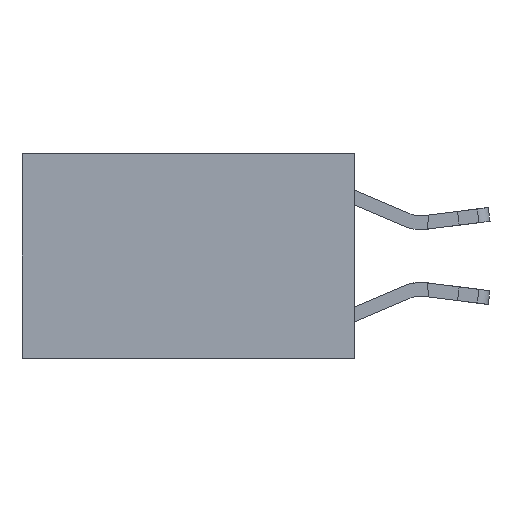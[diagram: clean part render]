
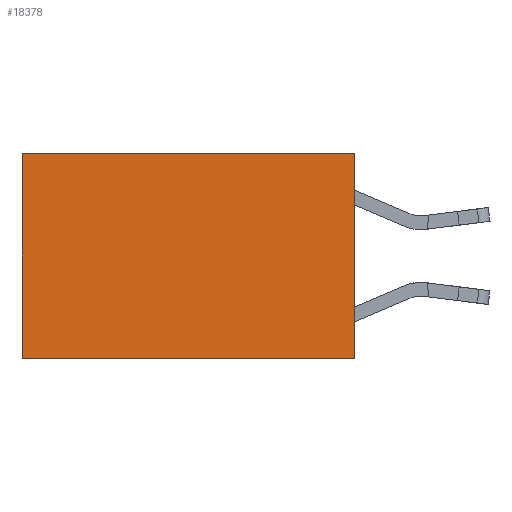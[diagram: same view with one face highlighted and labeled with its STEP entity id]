
A CAD part, left-side view. The second image highlights one B-rep face of the part: STEP entity #18378.
In plain terms, the highlighted planar face has unit normal (-1, 0, 0).
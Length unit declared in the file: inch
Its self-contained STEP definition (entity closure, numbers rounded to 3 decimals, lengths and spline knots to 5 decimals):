
#271 = CARTESIAN_POINT ( 'NONE',  ( 0.2625, 0.6, 0. ) ) ;
#1371 = CARTESIAN_POINT ( 'NONE',  ( 0.2625, 0.6, -0.37 ) ) ;
#2049 = DIRECTION ( 'NONE',  ( 0., 0., -1. ) ) ;
#2623 = ORIENTED_EDGE ( 'NONE', *, *, #16113, .F. ) ;
#2731 = DIRECTION ( 'NONE',  ( 1., 0., 0. ) ) ;
#3705 = CARTESIAN_POINT ( 'NONE',  ( 0.2625, 0., -0.37 ) ) ;
#3846 = VERTEX_POINT ( 'NONE', #1371 ) ;
#5562 = VECTOR ( 'NONE', #9328, 39.37008 ) ;
#6015 = VERTEX_POINT ( 'NONE', #271 ) ;
#7386 = EDGE_CURVE ( 'NONE', #15140, #20146, #19188, .T. ) ;
#7625 = ORIENTED_EDGE ( 'NONE', *, *, #7386, .F. ) ;
#7700 = CARTESIAN_POINT ( 'NONE',  ( 0.2625, 0., -0.37 ) ) ;
#7888 = DIRECTION ( 'NONE',  ( 0., 1., 0. ) ) ;
#7961 = DIRECTION ( 'NONE',  ( 0., 0., -1. ) ) ;
#9223 = AXIS2_PLACEMENT_3D ( 'NONE', #20584, #2731, #14181 ) ;
#9328 = DIRECTION ( 'NONE',  ( 0., 1., 0. ) ) ;
#9456 = CARTESIAN_POINT ( 'NONE',  ( 0.2625, 0., 0. ) ) ;
#10527 = VECTOR ( 'NONE', #2049, 39.37008 ) ;
#11863 = CARTESIAN_POINT ( 'NONE',  ( 0.2625, 0., 0. ) ) ;
#13432 = CARTESIAN_POINT ( 'NONE',  ( 0.2625, 0., 0. ) ) ;
#14181 = DIRECTION ( 'NONE',  ( 0., 0., -1. ) ) ;
#14207 = VECTOR ( 'NONE', #7961, 39.37008 ) ;
#14239 = LINE ( 'NONE', #7700, #5562 ) ;
#14875 = EDGE_CURVE ( 'NONE', #15140, #6015, #20400, .T. ) ;
#15140 = VERTEX_POINT ( 'NONE', #13432 ) ;
#15594 = FACE_OUTER_BOUND ( 'NONE', #20266, .T. ) ;
#15726 = PLANE ( 'NONE',  #9223 ) ;
#16010 = CARTESIAN_POINT ( 'NONE',  ( 0.2625, 0.6, 0. ) ) ;
#16047 = VECTOR ( 'NONE', #7888, 39.37008 ) ;
#16113 = EDGE_CURVE ( 'NONE', #20146, #3846, #14239, .T. ) ;
#18378 = ADVANCED_FACE ( 'NONE', ( #15594 ), #15726, .F. ) ;
#18475 = LINE ( 'NONE', #16010, #14207 ) ;
#18921 = ORIENTED_EDGE ( 'NONE', *, *, #21208, .T. ) ;
#19188 = LINE ( 'NONE', #11863, #10527 ) ;
#19523 = ORIENTED_EDGE ( 'NONE', *, *, #14875, .T. ) ;
#20146 = VERTEX_POINT ( 'NONE', #3705 ) ;
#20266 = EDGE_LOOP ( 'NONE', ( #18921, #2623, #7625, #19523 ) ) ;
#20400 = LINE ( 'NONE', #9456, #16047 ) ;
#20584 = CARTESIAN_POINT ( 'NONE',  ( 0.2625, 0., 0. ) ) ;
#21208 = EDGE_CURVE ( 'NONE', #6015, #3846, #18475, .T. ) ;
